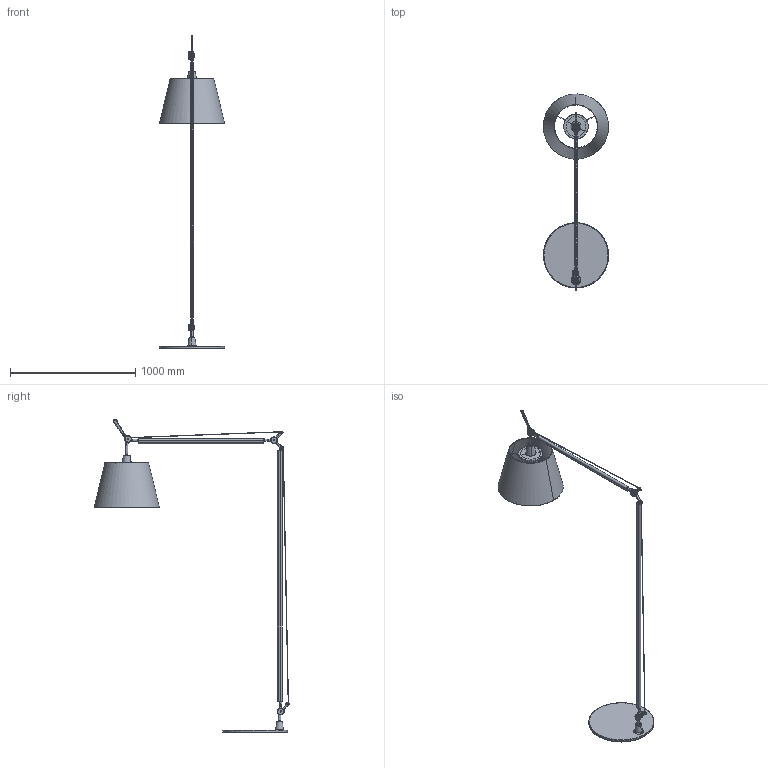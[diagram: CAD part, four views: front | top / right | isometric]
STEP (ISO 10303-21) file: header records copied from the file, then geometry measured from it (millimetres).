
FILE_DESCRIPTION(/* description */ (''),/* implementation_level */ '2;1');
FILE_NAME(/* name */ '3D 0510010_Tolomeo Maxi',/* time_stamp */ '2018-02-23T15:31:39+01:00',/* author */ (''),/* organization */ (''),/* preprocessor_version */ 'ST-DEVELOPER v10',/* originating_system */ '',/* authorisation */ '');
FILE_SCHEMA (('AUTOMOTIVE_DESIGN'));
Length unit declared in the file: millimetre
Products named in the file (1): 1
Bounding box: 519.71 x 1560.59 x 2501.8 mm (x, y, z)
Volume: 2821319.8 mm3; surface area: 2101828.2 mm2
Topology: 9 solids, 33 shells, 1330 faces, 3399 edges, 2053 vertices
Faces by surface type: bspline 1145, plane 185
Entity records: 58921 total; most frequent: CARTESIAN_POINT 40173, ORIENTED_EDGE 6480, EDGE_CURVE 3330, VERTEX_POINT 2042, B_SPLINE_CURVE_WITH_KNOTS 1791, EDGE_LOOP 1382, ADVANCED_FACE 1330, FACE_OUTER_BOUND 1330
